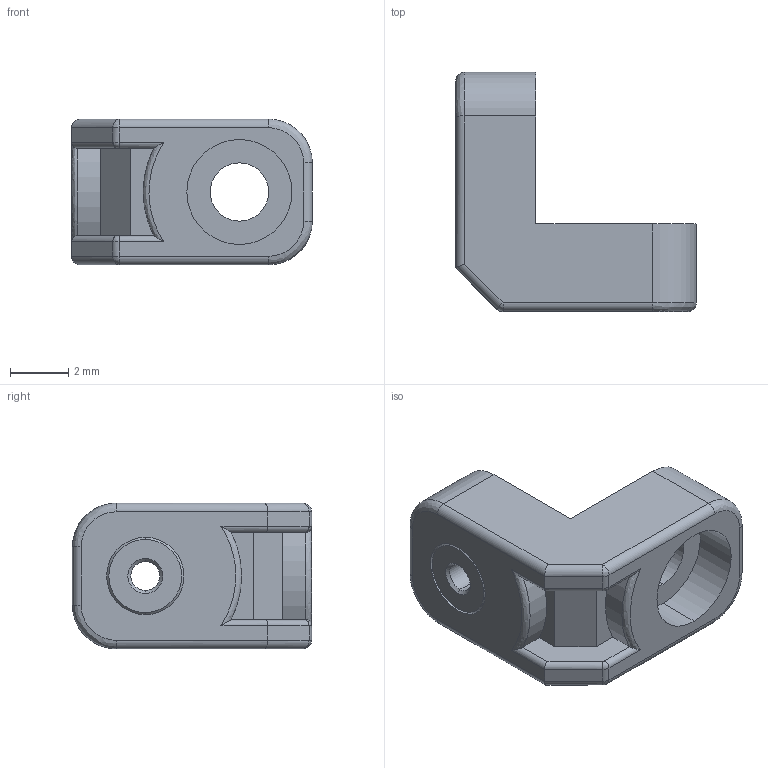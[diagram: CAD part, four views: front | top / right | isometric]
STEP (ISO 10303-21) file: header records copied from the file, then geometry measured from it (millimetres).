
FILE_DESCRIPTION (( 'STEP AP214' ), '1' );
FILE_NAME ('DRJ-0001.step', '2015-02-11T17:11:43', ( 'Alexandre' ), ( '' ), 'SwSTEP 2.0', 'SolidWorks 2015', '' );
FILE_SCHEMA (( 'AUTOMOTIVE_DESIGN' ));
Length unit declared in the file: millimetre
Products named in the file (1): DRJ-0001
Bounding box: 8.25 x 8.2 x 5 mm (x, y, z)
Surface area: 279.6 mm2 (no closed solid volume)
Topology: 0 solids, 2 shells, 68 faces, 163 edges, 98 vertices
Faces by surface type: cylinder 32, plane 18, bspline 8, cone 8, torus 2
Entity records: 2932 total; most frequent: CARTESIAN_POINT 610, DIRECTION 333, ORIENTED_EDGE 314, EDGE_CURVE 161, AXIS2_PLACEMENT_3D 127, VERTEX_POINT 98, LINE 79, VECTOR 79
